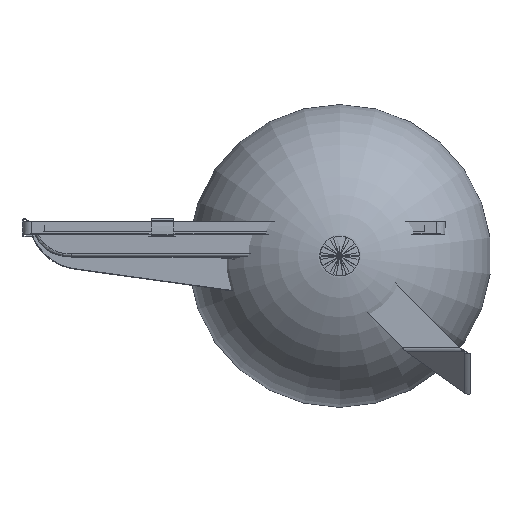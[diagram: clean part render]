
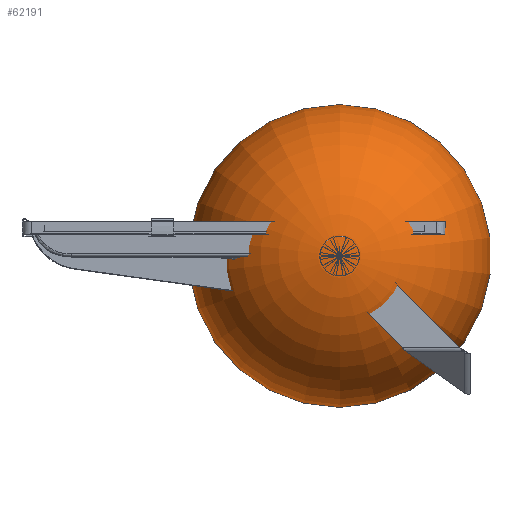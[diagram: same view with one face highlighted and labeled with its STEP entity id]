
A CAD part, left-side view. The second image highlights one B-rep face of the part: STEP entity #62191.
In plain terms, the highlighted toroidal (fillet/blend) face has major radius 0.161 mm and minor radius 169.258 mm.
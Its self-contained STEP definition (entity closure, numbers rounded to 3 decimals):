
#16843 = VERTEX_POINT ( 'NONE', #87146 ) ;
#17127 = TOROIDAL_SURFACE ( 'NONE', #90568, 0.161, 169.258 ) ;
#25950 = DIRECTION ( 'NONE',  ( -1., 0., 0. ) ) ;
#42172 = DIRECTION ( 'NONE',  ( -1., 0., 0. ) ) ;
#43222 = ORIENTED_EDGE ( 'NONE', *, *, #55078, .F. ) ;
#48621 = EDGE_LOOP ( 'NONE', ( #43222 ) ) ;
#54251 = CARTESIAN_POINT ( 'NONE',  ( 237.422, 145.767, -130.728 ) ) ;
#55078 = EDGE_CURVE ( 'NONE', #16843, #16843, #121534, .T. ) ;
#60566 = CARTESIAN_POINT ( 'NONE',  ( 69.568, 145.767, -130.728 ) ) ;
#62191 = ADVANCED_FACE ( 'NONE', ( #71077 ), #17127, .T. ) ;
#71077 = FACE_OUTER_BOUND ( 'NONE', #48621, .T. ) ;
#87146 = CARTESIAN_POINT ( 'NONE',  ( 237.422, 145.767, -152.648 ) ) ;
#90568 = AXIS2_PLACEMENT_3D ( 'NONE', #60566, #42172, #101908 ) ;
#94977 = DIRECTION ( 'NONE',  ( 0., 0., -1. ) ) ;
#98542 = AXIS2_PLACEMENT_3D ( 'NONE', #54251, #25950, #94977 ) ;
#101908 = DIRECTION ( 'NONE',  ( 0., 0., -1. ) ) ;
#121534 = CIRCLE ( 'NONE', #98542, 21.92 ) ;
